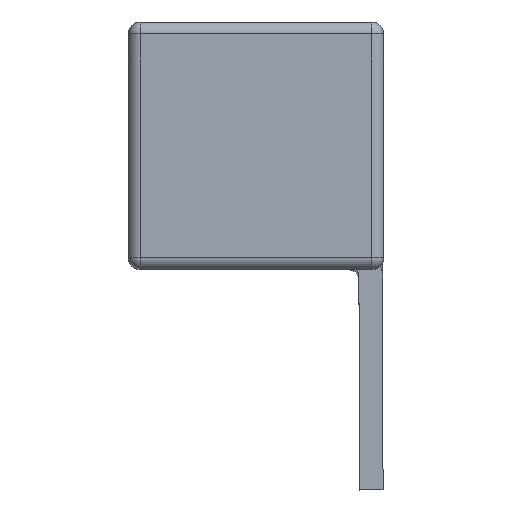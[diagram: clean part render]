
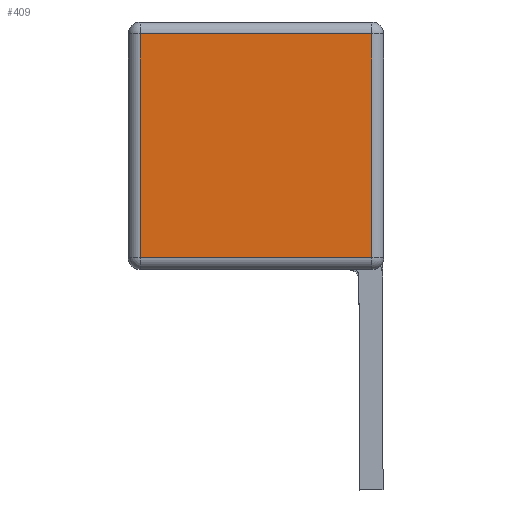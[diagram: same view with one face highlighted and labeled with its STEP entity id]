
A CAD part, left-side view. The second image highlights one B-rep face of the part: STEP entity #409.
In plain terms, the highlighted planar face has unit normal (-1, 0, 0).
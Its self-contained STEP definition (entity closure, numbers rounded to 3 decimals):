
#389=AXIS2_PLACEMENT_3D('Plane Axis2P3D',#386,#387,#388) ;
#158=CARTESIAN_POINT('Vertex',(0.,14.264,26.795)) ;
#181=CARTESIAN_POINT('Vertex',(0.,0.661,26.795)) ;
#191=CARTESIAN_POINT('Line Origine',(0.,7.462,26.795)) ;
#355=CARTESIAN_POINT('Vertex',(0.,14.264,13.647)) ;
#374=CARTESIAN_POINT('Line Origine',(0.,14.264,20.221)) ;
#386=CARTESIAN_POINT('Axis2P3D Location',(0.,7.464,27.495)) ;
#391=CARTESIAN_POINT('Line Origine',(0.,7.462,13.647)) ;
#395=CARTESIAN_POINT('Vertex',(0.,0.661,13.647)) ;
#398=CARTESIAN_POINT('Line Origine',(0.,0.661,20.221)) ;
#192=DIRECTION('Vector Direction',(0.,-1.,0.)) ;
#375=DIRECTION('Vector Direction',(0.,0.,-1.)) ;
#387=DIRECTION('Axis2P3D Direction',(-1.,0.,0.)) ;
#388=DIRECTION('Axis2P3D XDirection',(0.,1.,0.)) ;
#392=DIRECTION('Vector Direction',(0.,1.,0.)) ;
#399=DIRECTION('Vector Direction',(0.,0.,1.)) ;
#193=VECTOR('Line Direction',#192,1.) ;
#376=VECTOR('Line Direction',#375,1.) ;
#393=VECTOR('Line Direction',#392,1.) ;
#400=VECTOR('Line Direction',#399,1.) ;
#404=ORIENTED_EDGE('',*,*,#397,.T.) ;
#405=ORIENTED_EDGE('',*,*,#402,.T.) ;
#406=ORIENTED_EDGE('',*,*,#195,.T.) ;
#407=ORIENTED_EDGE('',*,*,#378,.T.) ;
#409=ADVANCED_FACE('290\\MANIFOLD_SOLID_BREP #2184',(#408),#390,.T.) ;
#195=EDGE_CURVE('',#182,#159,#194,.F.) ;
#378=EDGE_CURVE('',#159,#356,#377,.T.) ;
#397=EDGE_CURVE('',#356,#396,#394,.F.) ;
#402=EDGE_CURVE('',#396,#182,#401,.T.) ;
#403=EDGE_LOOP('',(#404,#405,#406,#407)) ;
#408=FACE_OUTER_BOUND('',#403,.T.) ;
#194=LINE('Line',#191,#193) ;
#377=LINE('Line',#374,#376) ;
#394=LINE('Line',#391,#393) ;
#401=LINE('Line',#398,#400) ;
#390=PLANE('',#389) ;
#159=VERTEX_POINT('',#158) ;
#182=VERTEX_POINT('',#181) ;
#356=VERTEX_POINT('',#355) ;
#396=VERTEX_POINT('',#395) ;
